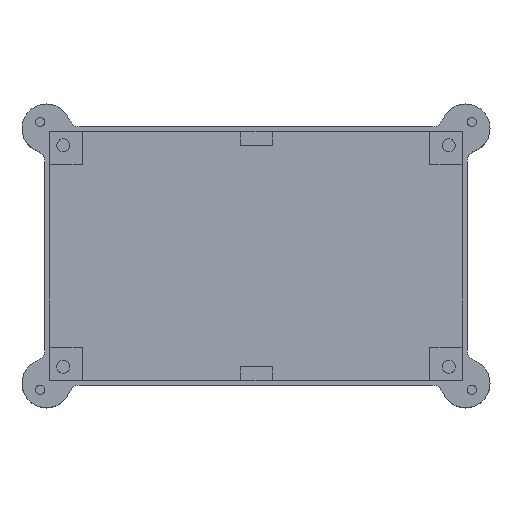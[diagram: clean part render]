
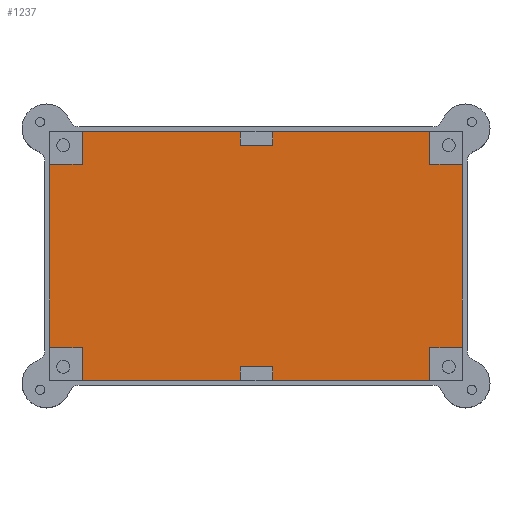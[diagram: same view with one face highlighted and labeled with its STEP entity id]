
A CAD part, top view. The second image highlights one B-rep face of the part: STEP entity #1237.
In plain terms, the highlighted planar face has unit normal (0, 0, 1).
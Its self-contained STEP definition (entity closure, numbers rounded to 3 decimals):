
#53=PLANE('',#1365);
#118=FACE_OUTER_BOUND('',#196,.T.);
#196=EDGE_LOOP('',(#1002,#1003,#1004,#1005,#1006,#1007,#1008,#1009,#1010,
#1011,#1012,#1013,#1014,#1015,#1016,#1017,#1018,#1019,#1020,#1021));
#284=LINE('',#1942,#414);
#288=LINE('',#1951,#418);
#292=LINE('',#1958,#422);
#295=LINE('',#1965,#425);
#299=LINE('',#1973,#429);
#302=LINE('',#1979,#432);
#306=LINE('',#1987,#436);
#307=LINE('',#1989,#437);
#308=LINE('',#1991,#438);
#309=LINE('',#1993,#439);
#310=LINE('',#1995,#440);
#311=LINE('',#1997,#441);
#312=LINE('',#1998,#442);
#313=LINE('',#2000,#443);
#314=LINE('',#2002,#444);
#315=LINE('',#2004,#445);
#316=LINE('',#2006,#446);
#317=LINE('',#2008,#447);
#318=LINE('',#2010,#448);
#319=LINE('',#2011,#449);
#414=VECTOR('',#1591,10.);
#418=VECTOR('',#1597,10.);
#422=VECTOR('',#1603,10.);
#425=VECTOR('',#1610,10.);
#429=VECTOR('',#1616,10.);
#432=VECTOR('',#1621,10.);
#436=VECTOR('',#1629,10.);
#437=VECTOR('',#1630,10.);
#438=VECTOR('',#1631,10.);
#439=VECTOR('',#1632,10.);
#440=VECTOR('',#1633,10.);
#441=VECTOR('',#1634,10.);
#442=VECTOR('',#1635,10.);
#443=VECTOR('',#1636,10.);
#444=VECTOR('',#1637,10.);
#445=VECTOR('',#1638,10.);
#446=VECTOR('',#1639,10.);
#447=VECTOR('',#1640,10.);
#448=VECTOR('',#1641,10.);
#449=VECTOR('',#1642,10.);
#598=VERTEX_POINT('',#1940);
#599=VERTEX_POINT('',#1941);
#602=VERTEX_POINT('',#1949);
#603=VERTEX_POINT('',#1950);
#606=VERTEX_POINT('',#1963);
#607=VERTEX_POINT('',#1964);
#610=VERTEX_POINT('',#1972);
#612=VERTEX_POINT('',#1978);
#614=VERTEX_POINT('',#1986);
#615=VERTEX_POINT('',#1988);
#616=VERTEX_POINT('',#1990);
#617=VERTEX_POINT('',#1992);
#618=VERTEX_POINT('',#1994);
#619=VERTEX_POINT('',#1996);
#620=VERTEX_POINT('',#1999);
#621=VERTEX_POINT('',#2001);
#622=VERTEX_POINT('',#2003);
#623=VERTEX_POINT('',#2005);
#624=VERTEX_POINT('',#2007);
#625=VERTEX_POINT('',#2009);
#740=EDGE_CURVE('',#598,#599,#284,.T.);
#744=EDGE_CURVE('',#602,#603,#288,.T.);
#748=EDGE_CURVE('',#603,#598,#292,.T.);
#751=EDGE_CURVE('',#606,#607,#295,.T.);
#755=EDGE_CURVE('',#607,#610,#299,.T.);
#758=EDGE_CURVE('',#610,#612,#302,.T.);
#762=EDGE_CURVE('',#614,#599,#306,.T.);
#763=EDGE_CURVE('',#614,#615,#307,.T.);
#764=EDGE_CURVE('',#615,#616,#308,.T.);
#765=EDGE_CURVE('',#617,#616,#309,.T.);
#766=EDGE_CURVE('',#617,#618,#310,.T.);
#767=EDGE_CURVE('',#618,#619,#311,.T.);
#768=EDGE_CURVE('',#606,#619,#312,.T.);
#769=EDGE_CURVE('',#620,#612,#313,.T.);
#770=EDGE_CURVE('',#620,#621,#314,.T.);
#771=EDGE_CURVE('',#621,#622,#315,.T.);
#772=EDGE_CURVE('',#623,#622,#316,.T.);
#773=EDGE_CURVE('',#623,#624,#317,.T.);
#774=EDGE_CURVE('',#624,#625,#318,.T.);
#775=EDGE_CURVE('',#602,#625,#319,.T.);
#1002=ORIENTED_EDGE('',*,*,#744,.T.);
#1003=ORIENTED_EDGE('',*,*,#748,.T.);
#1004=ORIENTED_EDGE('',*,*,#740,.T.);
#1005=ORIENTED_EDGE('',*,*,#762,.F.);
#1006=ORIENTED_EDGE('',*,*,#763,.T.);
#1007=ORIENTED_EDGE('',*,*,#764,.T.);
#1008=ORIENTED_EDGE('',*,*,#765,.F.);
#1009=ORIENTED_EDGE('',*,*,#766,.T.);
#1010=ORIENTED_EDGE('',*,*,#767,.T.);
#1011=ORIENTED_EDGE('',*,*,#768,.F.);
#1012=ORIENTED_EDGE('',*,*,#751,.T.);
#1013=ORIENTED_EDGE('',*,*,#755,.T.);
#1014=ORIENTED_EDGE('',*,*,#758,.T.);
#1015=ORIENTED_EDGE('',*,*,#769,.F.);
#1016=ORIENTED_EDGE('',*,*,#770,.T.);
#1017=ORIENTED_EDGE('',*,*,#771,.T.);
#1018=ORIENTED_EDGE('',*,*,#772,.F.);
#1019=ORIENTED_EDGE('',*,*,#773,.T.);
#1020=ORIENTED_EDGE('',*,*,#774,.T.);
#1021=ORIENTED_EDGE('',*,*,#775,.F.);
#1237=ADVANCED_FACE('',(#118),#53,.F.);
#1365=AXIS2_PLACEMENT_3D('',#1985,#1627,#1628);
#1591=DIRECTION('',(0.,-1.,0.));
#1597=DIRECTION('',(0.,1.,0.));
#1603=DIRECTION('',(1.,0.,0.));
#1610=DIRECTION('',(0.,-1.,0.));
#1616=DIRECTION('',(-1.,0.,0.));
#1621=DIRECTION('',(0.,1.,0.));
#1627=DIRECTION('center_axis',(0.,0.,-1.));
#1628=DIRECTION('ref_axis',(-1.,0.,0.));
#1629=DIRECTION('',(-1.,0.,0.));
#1630=DIRECTION('',(0.,1.,0.));
#1631=DIRECTION('',(1.,0.,0.));
#1632=DIRECTION('',(0.,-1.,0.));
#1633=DIRECTION('',(-1.,0.,0.));
#1634=DIRECTION('',(0.,1.,0.));
#1635=DIRECTION('',(1.,0.,0.));
#1636=DIRECTION('',(1.,0.,0.));
#1637=DIRECTION('',(0.,-1.,0.));
#1638=DIRECTION('',(-1.,0.,0.));
#1639=DIRECTION('',(0.,1.,0.));
#1640=DIRECTION('',(1.,0.,0.));
#1641=DIRECTION('',(0.,-1.,0.));
#1642=DIRECTION('',(-1.,0.,0.));
#1940=CARTESIAN_POINT('',(6.15,-40.875,0.));
#1941=CARTESIAN_POINT('',(6.15,-45.875,0.));
#1942=CARTESIAN_POINT('',(6.15,-22.938,0.));
#1949=CARTESIAN_POINT('',(-5.85,-45.875,0.));
#1950=CARTESIAN_POINT('',(-5.85,-40.875,0.));
#1951=CARTESIAN_POINT('',(-5.85,-20.438,0.));
#1958=CARTESIAN_POINT('',(3.075,-40.875,0.));
#1963=CARTESIAN_POINT('',(6.15,45.875,0.));
#1964=CARTESIAN_POINT('',(6.15,40.875,0.));
#1965=CARTESIAN_POINT('',(6.15,20.438,0.));
#1972=CARTESIAN_POINT('',(-5.85,40.875,0.));
#1973=CARTESIAN_POINT('',(-2.925,40.875,0.));
#1978=CARTESIAN_POINT('',(-5.85,45.875,0.));
#1979=CARTESIAN_POINT('',(-5.85,22.938,0.));
#1985=CARTESIAN_POINT('Origin',(0.,0.,0.));
#1986=CARTESIAN_POINT('',(64.15,-45.875,0.));
#1987=CARTESIAN_POINT('',(76.15,-45.875,0.));
#1988=CARTESIAN_POINT('',(64.15,-33.875,0.));
#1989=CARTESIAN_POINT('',(64.15,-22.938,0.));
#1990=CARTESIAN_POINT('',(76.15,-33.875,0.));
#1991=CARTESIAN_POINT('',(32.075,-33.875,0.));
#1992=CARTESIAN_POINT('',(76.15,33.875,0.));
#1993=CARTESIAN_POINT('',(76.15,45.875,0.));
#1994=CARTESIAN_POINT('',(64.15,33.875,0.));
#1995=CARTESIAN_POINT('',(38.075,33.875,0.));
#1996=CARTESIAN_POINT('',(64.15,45.875,0.));
#1997=CARTESIAN_POINT('',(64.15,16.938,0.));
#1998=CARTESIAN_POINT('',(-76.15,45.875,0.));
#1999=CARTESIAN_POINT('',(-64.15,45.875,0.));
#2000=CARTESIAN_POINT('',(-76.15,45.875,0.));
#2001=CARTESIAN_POINT('',(-64.15,33.875,0.));
#2002=CARTESIAN_POINT('',(-64.15,22.938,0.));
#2003=CARTESIAN_POINT('',(-76.15,33.875,0.));
#2004=CARTESIAN_POINT('',(-32.075,33.875,0.));
#2005=CARTESIAN_POINT('',(-76.15,-33.875,0.));
#2006=CARTESIAN_POINT('',(-76.15,-45.875,0.));
#2007=CARTESIAN_POINT('',(-64.15,-33.875,0.));
#2008=CARTESIAN_POINT('',(-38.075,-33.875,0.));
#2009=CARTESIAN_POINT('',(-64.15,-45.875,0.));
#2010=CARTESIAN_POINT('',(-64.15,-16.938,0.));
#2011=CARTESIAN_POINT('',(76.15,-45.875,0.));
